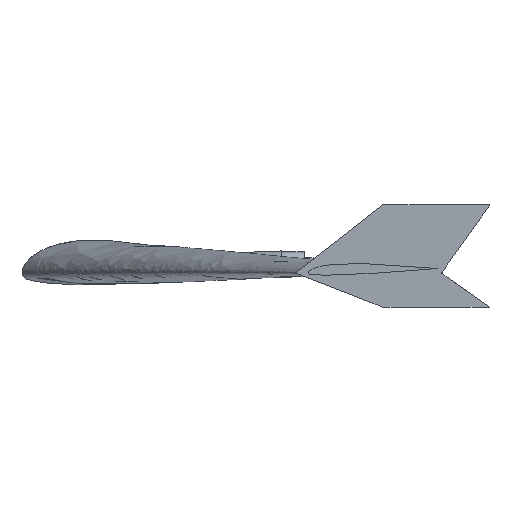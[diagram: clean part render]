
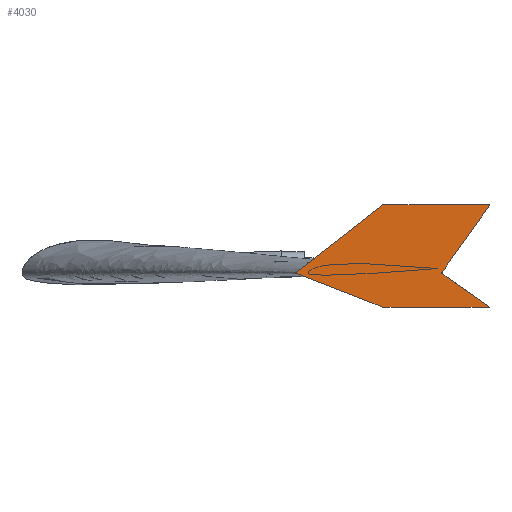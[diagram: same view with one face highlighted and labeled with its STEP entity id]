
A CAD part, front view. The second image highlights one B-rep face of the part: STEP entity #4030.
In plain terms, the highlighted planar face has unit normal (0, -1, 0).
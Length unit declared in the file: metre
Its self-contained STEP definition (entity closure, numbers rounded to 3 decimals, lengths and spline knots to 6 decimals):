
#2736 = SURFACE_OF_LINEAR_EXTRUSION('',#2737,#2745);
#2737 = B_SPLINE_CURVE_WITH_KNOTS('',1,(#2738,#2739,#2740,#2741,#2742,
    #2743,#2744),.UNSPECIFIED.,.T.,.F.,(2,1,1,1,1,1,2),(0.,
    0.48283,1.03283,1.337994,1.76811,
    2.31811,2.888198),.UNSPECIFIED.);
#2738 = CARTESIAN_POINT('',(0.456689,-1.19794,0.));
#2739 = CARTESIAN_POINT('',(0.603228,-1.19794,
    -0.056988));
#2740 = CARTESIAN_POINT('',(0.782332,-1.19794,
    -0.056988));
#2741 = CARTESIAN_POINT('',(0.700921,-1.19794,0.));
#2742 = CARTESIAN_POINT('',(0.782332,-1.19794,0.113975
    ));
#2743 = CARTESIAN_POINT('',(0.603228,-1.19794,
    0.113975));
#2744 = CARTESIAN_POINT('',(0.456689,-1.19794,0.));
#2745 = VECTOR('',#2746,0.001);
#2746 = DIRECTION('',(-0.,-1.,0.));
#2860 = VERTEX_POINT('',#2861);
#2861 = CARTESIAN_POINT('',(0.456689,-1.19794,0.));
#2882 = EDGE_CURVE('',#2860,#2860,#2883,.T.);
#2883 = SURFACE_CURVE('',#2884,(#2892,#2898),.PCURVE_S1.);
#2884 = B_SPLINE_CURVE_WITH_KNOTS('',1,(#2885,#2886,#2887,#2888,#2889,
    #2890,#2891),.UNSPECIFIED.,.T.,.F.,(2,1,1,1,1,1,2),(0.,
    0.48283,1.03283,1.337994,1.76811,
    2.31811,2.888198),.UNSPECIFIED.);
#2885 = CARTESIAN_POINT('',(0.456689,-1.19794,0.));
#2886 = CARTESIAN_POINT('',(0.603228,-1.19794,
    -0.056988));
#2887 = CARTESIAN_POINT('',(0.782332,-1.19794,
    -0.056988));
#2888 = CARTESIAN_POINT('',(0.700921,-1.19794,0.));
#2889 = CARTESIAN_POINT('',(0.782332,-1.19794,0.113975
    ));
#2890 = CARTESIAN_POINT('',(0.603228,-1.19794,
    0.113975));
#2891 = CARTESIAN_POINT('',(0.456689,-1.19794,0.));
#2892 = PCURVE('',#2736,#2893);
#2893 = DEFINITIONAL_REPRESENTATION('',(#2894),#2897);
#2894 = B_SPLINE_CURVE_WITH_KNOTS('',1,(#2895,#2896),.UNSPECIFIED.,.F.,
  .F.,(2,2),(0.,2.888198),.PIECEWISE_BEZIER_KNOTS.);
#2895 = CARTESIAN_POINT('',(0.,0.));
#2896 = CARTESIAN_POINT('',(2.888,0.));
#2897 = ( GEOMETRIC_REPRESENTATION_CONTEXT(2) 
PARAMETRIC_REPRESENTATION_CONTEXT() REPRESENTATION_CONTEXT('2D SPACE',''
  ) );
#2898 = PCURVE('',#2899,#2904);
#2899 = PLANE('',#2900);
#2900 = AXIS2_PLACEMENT_3D('',#2901,#2902,#2903);
#2901 = CARTESIAN_POINT('',(0.645858,-1.19794,
    0.022813));
#2902 = DIRECTION('',(-0.,1.,0.));
#2903 = DIRECTION('',(-1.,0.,0.));
#2904 = DEFINITIONAL_REPRESENTATION('',(#2905),#2913);
#2905 = B_SPLINE_CURVE_WITH_KNOTS('',1,(#2906,#2907,#2908,#2909,#2910,
    #2911,#2912),.UNSPECIFIED.,.T.,.F.,(2,1,1,1,1,1,2),(0.,
    0.48283,1.03283,1.337994,1.76811,
    2.31811,2.888198),.UNSPECIFIED.);
#2906 = CARTESIAN_POINT('',(0.189,-0.023));
#2907 = CARTESIAN_POINT('',(0.043,-0.08));
#2908 = CARTESIAN_POINT('',(-0.136,-0.08));
#2909 = CARTESIAN_POINT('',(-0.055,-0.023));
#2910 = CARTESIAN_POINT('',(-0.136,0.091));
#2911 = CARTESIAN_POINT('',(0.043,0.091));
#2912 = CARTESIAN_POINT('',(0.189,-0.023));
#2913 = ( GEOMETRIC_REPRESENTATION_CONTEXT(2) 
PARAMETRIC_REPRESENTATION_CONTEXT() REPRESENTATION_CONTEXT('2D SPACE',''
  ) );
#4030 = ADVANCED_FACE('',(#4031),#2899,.F.);
#4031 = FACE_BOUND('',#4032,.T.);
#4032 = EDGE_LOOP('',(#4033));
#4033 = ORIENTED_EDGE('',*,*,#2882,.T.);
